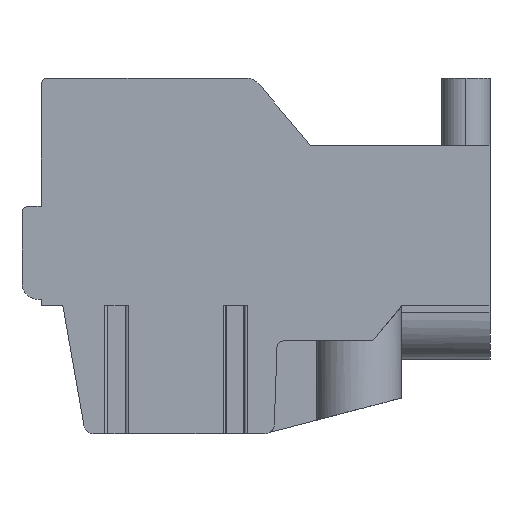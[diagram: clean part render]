
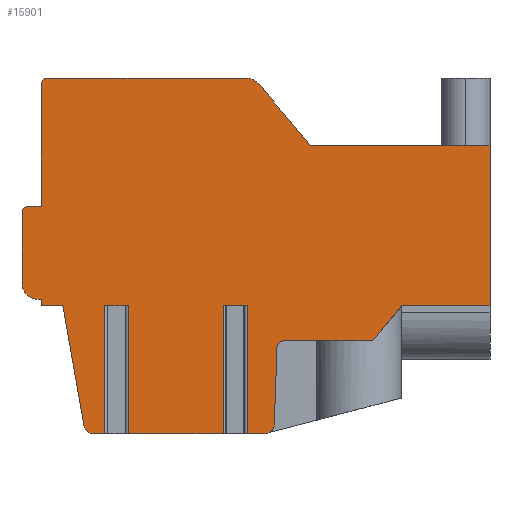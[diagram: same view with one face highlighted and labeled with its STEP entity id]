
A CAD part, front view. The second image highlights one B-rep face of the part: STEP entity #15901.
In plain terms, the highlighted planar face has unit normal (0, -1, 0).
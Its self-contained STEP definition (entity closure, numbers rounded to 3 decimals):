
#1=DIRECTION('',(1.,0.,0.));
#2=VECTOR('',#1,0.746);
#3=CARTESIAN_POINT('',(-12.023,0.,-7.186));
#4=LINE('',#3,#2);
#5=DIRECTION('',(0.,0.,-1.));
#6=VECTOR('',#5,4.);
#7=CARTESIAN_POINT('',(-12.023,0.,-7.186));
#8=LINE('',#7,#6);
#9=DIRECTION('',(-1.,0.,0.));
#10=VECTOR('',#9,0.348);
#11=CARTESIAN_POINT('',(-12.023,0.,-11.186));
#12=LINE('',#11,#10);
#13=CARTESIAN_POINT('',(-12.371,0.,-10.886));
#14=DIRECTION('',(0.,1.,0.));
#15=DIRECTION('',(0.,0.,-1.));
#16=AXIS2_PLACEMENT_3D('',#13,#14,#15);
#18=DIRECTION('',(-0.174,0.,0.985));
#19=VECTOR('',#18,3.81);
#20=CARTESIAN_POINT('',(-12.667,0.,-10.938));
#21=LINE('',#20,#19);
#22=DIRECTION('',(-1.,0.,0.));
#23=VECTOR('',#22,0.672);
#24=CARTESIAN_POINT('',(-13.328,0.,-7.186));
#25=LINE('',#24,#23);
#26=DIRECTION('',(0.,0.,1.));
#27=VECTOR('',#26,0.2);
#28=CARTESIAN_POINT('',(-14.,0.,-7.186));
#29=LINE('',#28,#27);
#30=DIRECTION('',(-1.,0.,0.));
#31=VECTOR('',#30,0.1);
#32=CARTESIAN_POINT('',(-14.,0.,-6.986));
#33=LINE('',#32,#31);
#34=CARTESIAN_POINT('',(-14.1,0.,-6.486));
#35=DIRECTION('',(0.,1.,0.));
#36=DIRECTION('',(0.,0.,-1.));
#37=AXIS2_PLACEMENT_3D('',#34,#35,#36);
#39=DIRECTION('',(0.,0.,1.));
#40=VECTOR('',#39,2.2);
#41=CARTESIAN_POINT('',(-14.6,0.,-6.486));
#42=LINE('',#41,#40);
#43=CARTESIAN_POINT('',(-14.4,0.,-4.286));
#44=DIRECTION('',(0.,1.,0.));
#45=DIRECTION('',(-1.,0.,0.));
#46=AXIS2_PLACEMENT_3D('',#43,#44,#45);
#48=DIRECTION('',(1.,0.,0.));
#49=VECTOR('',#48,0.4);
#50=CARTESIAN_POINT('',(-14.4,0.,-4.086));
#51=LINE('',#50,#49);
#52=DIRECTION('',(0.,0.,1.));
#53=VECTOR('',#52,3.8);
#54=CARTESIAN_POINT('',(-14.,0.,-4.086));
#55=LINE('',#54,#53);
#56=CARTESIAN_POINT('',(-13.8,0.,-0.286));
#57=DIRECTION('',(0.,1.,0.));
#58=DIRECTION('',(-1.,0.,0.));
#59=AXIS2_PLACEMENT_3D('',#56,#57,#58);
#61=DIRECTION('',(1.,0.,0.));
#62=VECTOR('',#61,6.205);
#63=CARTESIAN_POINT('',(-13.8,0.,-0.086));
#64=LINE('',#63,#62);
#65=CARTESIAN_POINT('',(-7.595,0.,-0.586));
#66=DIRECTION('',(0.,1.,0.));
#67=DIRECTION('',(0.,0.,1.));
#68=AXIS2_PLACEMENT_3D('',#65,#66,#67);
#70=DIRECTION('',(0.643,0.,-0.766));
#71=VECTOR('',#70,2.508);
#72=CARTESIAN_POINT('',(-7.212,0.,-0.264));
#73=LINE('',#72,#71);
#74=DIRECTION('',(1.,0.,0.));
#75=VECTOR('',#74,5.6);
#76=CARTESIAN_POINT('',(-5.6,0.,-2.186));
#77=LINE('',#76,#75);
#78=DIRECTION('',(0.,0.,-1.));
#79=VECTOR('',#78,5.);
#80=CARTESIAN_POINT('',(0.,0.,-2.186));
#81=LINE('',#80,#79);
#82=DIRECTION('',(-1.,0.,0.));
#83=VECTOR('',#82,2.75);
#84=CARTESIAN_POINT('',(0.,0.,-7.186));
#85=LINE('',#84,#83);
#86=DIRECTION('',(-0.635,0.,-0.773));
#87=VECTOR('',#86,1.423);
#88=CARTESIAN_POINT('',(-2.75,0.,-7.186));
#89=LINE('',#88,#87);
#90=DIRECTION('',(-1.,0.,0.));
#91=VECTOR('',#90,2.792);
#92=CARTESIAN_POINT('',(-3.653,0.,-8.286));
#93=LINE('',#92,#91);
#94=CARTESIAN_POINT('',(-6.445,0.,-8.486));
#95=DIRECTION('',(0.,-1.,0.));
#96=DIRECTION('',(0.,0.,1.));
#97=AXIS2_PLACEMENT_3D('',#94,#95,#96);
#99=DIRECTION('',(-0.035,0.,-0.999));
#100=VECTOR('',#99,2.419);
#101=CARTESIAN_POINT('',(-6.645,0.,-8.479));
#102=LINE('',#101,#100);
#103=CARTESIAN_POINT('',(-7.029,0.,-10.886));
#104=DIRECTION('',(0.,1.,0.));
#105=DIRECTION('',(0.999,0.,-0.035));
#106=AXIS2_PLACEMENT_3D('',#103,#104,#105);
#108=DIRECTION('',(-1.,0.,0.));
#109=VECTOR('',#108,0.547);
#110=CARTESIAN_POINT('',(-7.029,0.,-11.186));
#111=LINE('',#110,#109);
#112=DIRECTION('',(0.,0.,-1.));
#113=VECTOR('',#112,4.);
#114=CARTESIAN_POINT('',(-7.577,0.,-7.186));
#115=LINE('',#114,#113);
#116=DIRECTION('',(1.,0.,0.));
#117=VECTOR('',#116,0.746);
#118=CARTESIAN_POINT('',(-8.323,0.,-7.186));
#119=LINE('',#118,#117);
#120=DIRECTION('',(0.,0.,-1.));
#121=VECTOR('',#120,4.);
#122=CARTESIAN_POINT('',(-8.323,0.,-7.186));
#123=LINE('',#122,#121);
#124=DIRECTION('',(-1.,0.,0.));
#125=VECTOR('',#124,2.954);
#126=CARTESIAN_POINT('',(-8.323,0.,-11.186));
#127=LINE('',#126,#125);
#128=DIRECTION('',(0.,0.,-1.));
#129=VECTOR('',#128,4.);
#130=CARTESIAN_POINT('',(-11.277,0.,-7.186));
#131=LINE('',#130,#129);
#12442=CARTESIAN_POINT('',(-14.6,0.,-6.486));
#12443=CARTESIAN_POINT('',(-14.6,0.,-4.286));
#12444=VERTEX_POINT('',#12442);
#12445=VERTEX_POINT('',#12443);
#12446=CARTESIAN_POINT('',(-14.4,0.,-4.086));
#12447=VERTEX_POINT('',#12446);
#12448=CARTESIAN_POINT('',(-14.,0.,-4.086));
#12449=VERTEX_POINT('',#12448);
#12450=CARTESIAN_POINT('',(-14.,0.,-0.286));
#12451=VERTEX_POINT('',#12450);
#12452=CARTESIAN_POINT('',(-13.8,0.,-0.086));
#12453=VERTEX_POINT('',#12452);
#12454=CARTESIAN_POINT('',(-7.595,0.,-0.086));
#12455=VERTEX_POINT('',#12454);
#12456=CARTESIAN_POINT('',(-7.212,0.,-0.264));
#12457=VERTEX_POINT('',#12456);
#12458=CARTESIAN_POINT('',(-5.6,0.,-2.186));
#12459=VERTEX_POINT('',#12458);
#12460=CARTESIAN_POINT('',(0.,0.,-2.186));
#12461=VERTEX_POINT('',#12460);
#12462=CARTESIAN_POINT('',(0.,0.,-7.186));
#12463=VERTEX_POINT('',#12462);
#12464=CARTESIAN_POINT('',(-2.75,0.,-7.186));
#12465=VERTEX_POINT('',#12464);
#12466=CARTESIAN_POINT('',(-3.653,0.,-8.286));
#12467=VERTEX_POINT('',#12466);
#12468=CARTESIAN_POINT('',(-6.445,0.,-8.286));
#12469=VERTEX_POINT('',#12468);
#12470=CARTESIAN_POINT('',(-6.645,0.,-8.479));
#12471=VERTEX_POINT('',#12470);
#12472=CARTESIAN_POINT('',(-6.73,0.,-10.896));
#12473=VERTEX_POINT('',#12472);
#12474=CARTESIAN_POINT('',(-7.029,0.,-11.186));
#12475=VERTEX_POINT('',#12474);
#12476=CARTESIAN_POINT('',(-12.371,0.,-11.186));
#12477=CARTESIAN_POINT('',(-12.667,0.,-10.938));
#12478=VERTEX_POINT('',#12476);
#12479=VERTEX_POINT('',#12477);
#12480=CARTESIAN_POINT('',(-13.328,0.,-7.186));
#12481=VERTEX_POINT('',#12480);
#12482=CARTESIAN_POINT('',(-14.,0.,-7.186));
#12483=VERTEX_POINT('',#12482);
#12484=CARTESIAN_POINT('',(-14.,0.,-6.986));
#12485=VERTEX_POINT('',#12484);
#12486=CARTESIAN_POINT('',(-14.1,0.,-6.986));
#12487=VERTEX_POINT('',#12486);
#12933=CARTESIAN_POINT('',(-12.023,0.,-7.186));
#12934=CARTESIAN_POINT('',(-11.277,0.,-7.186));
#12935=VERTEX_POINT('',#12933);
#12936=VERTEX_POINT('',#12934);
#12937=CARTESIAN_POINT('',(-8.323,0.,-7.186));
#12938=CARTESIAN_POINT('',(-7.577,0.,-7.186));
#12939=VERTEX_POINT('',#12937);
#12940=VERTEX_POINT('',#12938);
#12941=CARTESIAN_POINT('',(-11.277,0.,-11.186));
#12942=VERTEX_POINT('',#12941);
#12943=CARTESIAN_POINT('',(-12.023,0.,-11.186));
#12944=VERTEX_POINT('',#12943);
#12945=CARTESIAN_POINT('',(-8.323,0.,-11.186));
#12946=VERTEX_POINT('',#12945);
#12947=CARTESIAN_POINT('',(-7.577,0.,-11.186));
#12948=VERTEX_POINT('',#12947);
#15832=CARTESIAN_POINT('',(0.,0.,0.));
#15833=DIRECTION('',(0.,1.,0.));
#15834=DIRECTION('',(1.,0.,0.));
#15835=AXIS2_PLACEMENT_3D('',#15832,#15833,#15834);
#15836=PLANE('',#15835);
#15838=ORIENTED_EDGE('',*,*,#15837,.F.);
#15840=ORIENTED_EDGE('',*,*,#15839,.T.);
#15842=ORIENTED_EDGE('',*,*,#15841,.T.);
#15844=ORIENTED_EDGE('',*,*,#15843,.T.);
#15846=ORIENTED_EDGE('',*,*,#15845,.T.);
#15848=ORIENTED_EDGE('',*,*,#15847,.T.);
#15850=ORIENTED_EDGE('',*,*,#15849,.T.);
#15852=ORIENTED_EDGE('',*,*,#15851,.T.);
#15854=ORIENTED_EDGE('',*,*,#15853,.T.);
#15856=ORIENTED_EDGE('',*,*,#15855,.T.);
#15858=ORIENTED_EDGE('',*,*,#15857,.T.);
#15860=ORIENTED_EDGE('',*,*,#15859,.T.);
#15862=ORIENTED_EDGE('',*,*,#15861,.T.);
#15864=ORIENTED_EDGE('',*,*,#15863,.T.);
#15866=ORIENTED_EDGE('',*,*,#15865,.T.);
#15868=ORIENTED_EDGE('',*,*,#15867,.T.);
#15870=ORIENTED_EDGE('',*,*,#15869,.T.);
#15872=ORIENTED_EDGE('',*,*,#15871,.T.);
#15874=ORIENTED_EDGE('',*,*,#15873,.T.);
#15876=ORIENTED_EDGE('',*,*,#15875,.T.);
#15878=ORIENTED_EDGE('',*,*,#15877,.T.);
#15880=ORIENTED_EDGE('',*,*,#15879,.T.);
#15882=ORIENTED_EDGE('',*,*,#15881,.T.);
#15884=ORIENTED_EDGE('',*,*,#15883,.T.);
#15886=ORIENTED_EDGE('',*,*,#15885,.T.);
#15888=ORIENTED_EDGE('',*,*,#15887,.T.);
#15890=ORIENTED_EDGE('',*,*,#15889,.F.);
#15892=ORIENTED_EDGE('',*,*,#15891,.F.);
#15894=ORIENTED_EDGE('',*,*,#15893,.T.);
#15896=ORIENTED_EDGE('',*,*,#15895,.T.);
#15898=ORIENTED_EDGE('',*,*,#15897,.F.);
#15899=EDGE_LOOP('',(#15838,#15840,#15842,#15844,#15846,#15848,#15850,#15852,
#15854,#15856,#15858,#15860,#15862,#15864,#15866,#15868,#15870,#15872,#15874,
#15876,#15878,#15880,#15882,#15884,#15886,#15888,#15890,#15892,#15894,#15896,
#15898));
#15900=FACE_OUTER_BOUND('',#15899,.F.);
#15901=ADVANCED_FACE('',(#15900),#15836,.F.);
#17=CIRCLE('',#16,0.3);
#38=CIRCLE('',#37,0.5);
#47=CIRCLE('',#46,0.2);
#60=CIRCLE('',#59,0.2);
#69=CIRCLE('',#68,0.5);
#98=CIRCLE('',#97,0.2);
#107=CIRCLE('',#106,0.3);
#15837=EDGE_CURVE('',#12935,#12936,#4,.T.);
#15839=EDGE_CURVE('',#12935,#12944,#8,.T.);
#15841=EDGE_CURVE('',#12944,#12478,#12,.T.);
#15843=EDGE_CURVE('',#12478,#12479,#17,.T.);
#15845=EDGE_CURVE('',#12479,#12481,#21,.T.);
#15847=EDGE_CURVE('',#12481,#12483,#25,.T.);
#15849=EDGE_CURVE('',#12483,#12485,#29,.T.);
#15851=EDGE_CURVE('',#12485,#12487,#33,.T.);
#15853=EDGE_CURVE('',#12487,#12444,#38,.T.);
#15855=EDGE_CURVE('',#12444,#12445,#42,.T.);
#15857=EDGE_CURVE('',#12445,#12447,#47,.T.);
#15859=EDGE_CURVE('',#12447,#12449,#51,.T.);
#15861=EDGE_CURVE('',#12449,#12451,#55,.T.);
#15863=EDGE_CURVE('',#12451,#12453,#60,.T.);
#15865=EDGE_CURVE('',#12453,#12455,#64,.T.);
#15867=EDGE_CURVE('',#12455,#12457,#69,.T.);
#15869=EDGE_CURVE('',#12457,#12459,#73,.T.);
#15871=EDGE_CURVE('',#12459,#12461,#77,.T.);
#15873=EDGE_CURVE('',#12461,#12463,#81,.T.);
#15875=EDGE_CURVE('',#12463,#12465,#85,.T.);
#15877=EDGE_CURVE('',#12465,#12467,#89,.T.);
#15879=EDGE_CURVE('',#12467,#12469,#93,.T.);
#15881=EDGE_CURVE('',#12469,#12471,#98,.T.);
#15883=EDGE_CURVE('',#12471,#12473,#102,.T.);
#15885=EDGE_CURVE('',#12473,#12475,#107,.T.);
#15887=EDGE_CURVE('',#12475,#12948,#111,.T.);
#15889=EDGE_CURVE('',#12940,#12948,#115,.T.);
#15891=EDGE_CURVE('',#12939,#12940,#119,.T.);
#15893=EDGE_CURVE('',#12939,#12946,#123,.T.);
#15895=EDGE_CURVE('',#12946,#12942,#127,.T.);
#15897=EDGE_CURVE('',#12936,#12942,#131,.T.);
